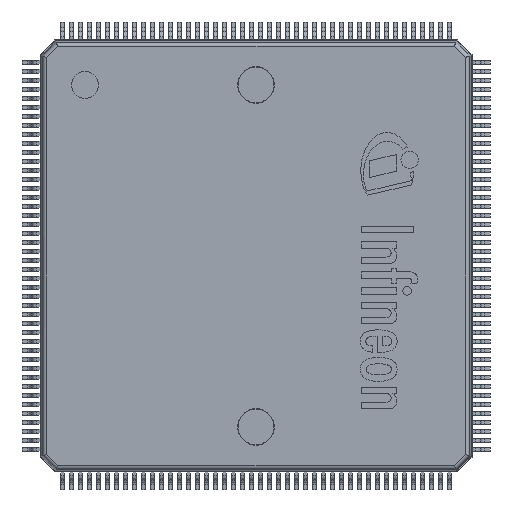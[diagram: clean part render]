
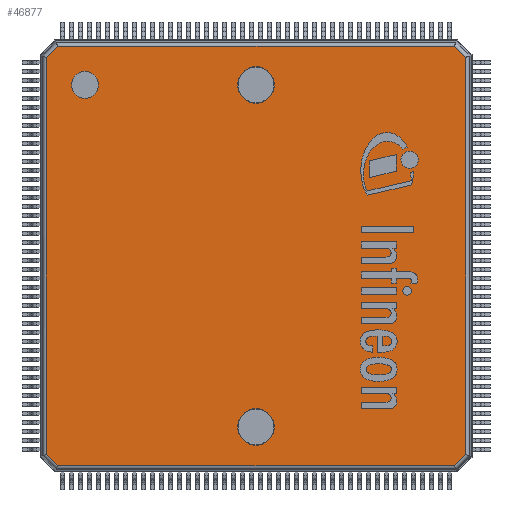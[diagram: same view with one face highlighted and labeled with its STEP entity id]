
A CAD part, top view. The second image highlights one B-rep face of the part: STEP entity #46877.
In plain terms, the highlighted planar face has unit normal (0, 0, 1).
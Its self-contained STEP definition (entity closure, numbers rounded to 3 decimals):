
#439=FACE_BOUND('',#6843,.T.);
#440=FACE_BOUND('',#6844,.T.);
#441=FACE_BOUND('',#6845,.T.);
#476=CIRCLE('',#49854,1.015);
#477=CIRCLE('',#49855,0.75);
#478=CIRCLE('',#49856,1.015);
#2153=PLANE('',#49853);
#4070=FACE_OUTER_BOUND('',#6842,.T.);
#6842=EDGE_LOOP('',(#32117,#32118,#32119,#32120,#32121,#32122,#32123,#32124));
#6843=EDGE_LOOP('',(#32125));
#6844=EDGE_LOOP('',(#32126));
#6845=EDGE_LOOP('',(#32127));
#9635=LINE('',#68628,#14966);
#9636=LINE('',#68631,#14967);
#9637=LINE('',#68633,#14968);
#9638=LINE('',#68635,#14969);
#9639=LINE('',#68637,#14970);
#9640=LINE('',#68639,#14971);
#9641=LINE('',#68641,#14972);
#9642=LINE('',#68642,#14973);
#14966=VECTOR('',#54431,1.);
#14967=VECTOR('',#54434,1.);
#14968=VECTOR('',#54435,1.);
#14969=VECTOR('',#54436,1.);
#14970=VECTOR('',#54437,1.);
#14971=VECTOR('',#54438,1.);
#14972=VECTOR('',#54439,1.);
#14973=VECTOR('',#54440,1.);
#20300=VERTEX_POINT('',#68621);
#20303=VERTEX_POINT('',#68626);
#20304=VERTEX_POINT('',#68630);
#20305=VERTEX_POINT('',#68632);
#20306=VERTEX_POINT('',#68634);
#20307=VERTEX_POINT('',#68636);
#20308=VERTEX_POINT('',#68638);
#20309=VERTEX_POINT('',#68640);
#20310=VERTEX_POINT('',#68643);
#20311=VERTEX_POINT('',#68645);
#20312=VERTEX_POINT('',#68647);
#25013=EDGE_CURVE('',#20303,#20300,#9635,.T.);
#25014=EDGE_CURVE('',#20304,#20303,#9636,.T.);
#25015=EDGE_CURVE('',#20305,#20304,#9637,.T.);
#25016=EDGE_CURVE('',#20306,#20305,#9638,.T.);
#25017=EDGE_CURVE('',#20307,#20306,#9639,.T.);
#25018=EDGE_CURVE('',#20308,#20307,#9640,.T.);
#25019=EDGE_CURVE('',#20309,#20308,#9641,.T.);
#25020=EDGE_CURVE('',#20300,#20309,#9642,.T.);
#25021=EDGE_CURVE('',#20310,#20310,#476,.T.);
#25022=EDGE_CURVE('',#20311,#20311,#477,.T.);
#25023=EDGE_CURVE('',#20312,#20312,#478,.T.);
#32117=ORIENTED_EDGE('',*,*,#25013,.F.);
#32118=ORIENTED_EDGE('',*,*,#25014,.F.);
#32119=ORIENTED_EDGE('',*,*,#25015,.F.);
#32120=ORIENTED_EDGE('',*,*,#25016,.F.);
#32121=ORIENTED_EDGE('',*,*,#25017,.F.);
#32122=ORIENTED_EDGE('',*,*,#25018,.F.);
#32123=ORIENTED_EDGE('',*,*,#25019,.F.);
#32124=ORIENTED_EDGE('',*,*,#25020,.F.);
#32125=ORIENTED_EDGE('',*,*,#25021,.F.);
#32126=ORIENTED_EDGE('',*,*,#25022,.T.);
#32127=ORIENTED_EDGE('',*,*,#25023,.F.);
#46877=ADVANCED_FACE('',(#4070,#439,#440,#441),#2153,.T.);
#49853=AXIS2_PLACEMENT_3D('',#68629,#54432,#54433);
#49854=AXIS2_PLACEMENT_3D('',#68644,#54441,#54442);
#49855=AXIS2_PLACEMENT_3D('',#68646,#54443,#54444);
#49856=AXIS2_PLACEMENT_3D('',#68648,#54445,#54446);
#54431=DIRECTION('',(0.707,0.707,0.));
#54432=DIRECTION('center_axis',(0.,0.,1.));
#54433=DIRECTION('ref_axis',(1.,0.,0.));
#54434=DIRECTION('',(0.,1.,0.));
#54435=DIRECTION('',(-0.707,0.707,0.));
#54436=DIRECTION('',(-1.,0.,0.));
#54437=DIRECTION('',(-0.707,-0.707,0.));
#54438=DIRECTION('',(0.,-1.,0.));
#54439=DIRECTION('',(0.707,-0.707,0.));
#54440=DIRECTION('',(1.,0.,0.));
#54441=DIRECTION('center_axis',(0.,0.,1.));
#54442=DIRECTION('ref_axis',(-1.,0.,0.));
#54443=DIRECTION('center_axis',(0.,0.,-1.));
#54444=DIRECTION('ref_axis',(-1.,0.,0.));
#54445=DIRECTION('center_axis',(0.,0.,1.));
#54446=DIRECTION('ref_axis',(-1.,0.,0.));
#68621=CARTESIAN_POINT('',(-11.026,11.65,1.6));
#68626=CARTESIAN_POINT('',(-11.65,11.026,1.6));
#68628=CARTESIAN_POINT('',(-11.538,11.138,1.6));
#68629=CARTESIAN_POINT('Origin',(0.,0.,
1.6));
#68630=CARTESIAN_POINT('',(-11.65,-11.026,1.6));
#68631=CARTESIAN_POINT('',(-11.65,-5.575,1.6));
#68632=CARTESIAN_POINT('',(-11.026,-11.65,1.6));
#68633=CARTESIAN_POINT('',(-11.138,-11.538,1.6));
#68634=CARTESIAN_POINT('',(11.026,-11.65,1.6));
#68635=CARTESIAN_POINT('',(5.575,-11.65,1.6));
#68636=CARTESIAN_POINT('',(11.65,-11.026,1.6));
#68637=CARTESIAN_POINT('',(11.538,-11.138,1.6));
#68638=CARTESIAN_POINT('',(11.65,11.026,1.6));
#68639=CARTESIAN_POINT('',(11.65,5.575,1.6));
#68640=CARTESIAN_POINT('',(11.026,11.65,1.6));
#68641=CARTESIAN_POINT('',(11.138,11.538,1.6));
#68642=CARTESIAN_POINT('',(-5.575,11.65,1.6));
#68643=CARTESIAN_POINT('',(1.015,9.5,1.6));
#68644=CARTESIAN_POINT('Origin',(0.,9.5,1.6));
#68645=CARTESIAN_POINT('',(-8.75,9.5,1.6));
#68646=CARTESIAN_POINT('Origin',(-9.5,9.5,1.6));
#68647=CARTESIAN_POINT('',(1.015,-9.5,1.6));
#68648=CARTESIAN_POINT('Origin',(0.,-9.5,1.6));
